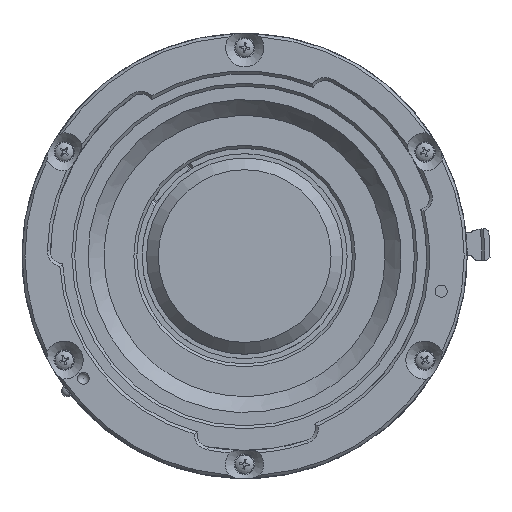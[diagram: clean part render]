
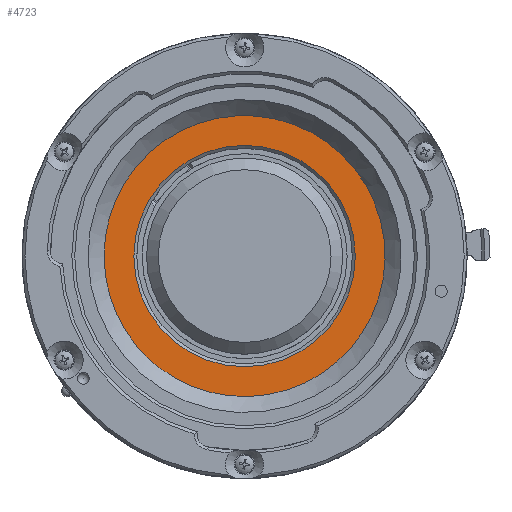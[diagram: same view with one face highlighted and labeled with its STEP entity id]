
A CAD part, top view. The second image highlights one B-rep face of the part: STEP entity #4723.
In plain terms, the highlighted planar face has unit normal (0, 0, 1).
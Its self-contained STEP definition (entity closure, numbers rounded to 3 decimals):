
#240=B_SPLINE_CURVE_WITH_KNOTS('',3,(#11926,#11927,#11928,#11929,#11930,
#11931,#11932,#11933,#11934,#11935,#11936,#11937,#11938,#11939,#11940,#11941,
#11942,#11943,#11944,#11945,#11946,#11947,#11948,#11949,#11950,#11951,#11952,
#11953,#11954,#11955,#11956,#11957,#11958,#11959,#11960,#11961,#11962,#11963,
#11964,#11965,#11966,#11967,#11968,#11969),.UNSPECIFIED.,.T.,.F.,(1,1,1,
1,1,1,1,1,1,1,1,1,1,1,1,1,1,1,1,1,1,1,1,1,1,1,1,1,1,1,1,1,1,1,1,1,1,1,1,
1,1,1,1,1,1,1,1,1),(-0.012,-0.009,-0.005,
0.,0.005,0.009,0.014,
0.019,0.023,0.026,0.028,
0.03,0.033,0.037,0.042,
0.047,0.052,0.056,0.059,
0.061,0.063,0.066,0.07,
0.075,0.08,0.082,0.084,
0.087,0.089,0.094,0.098,
0.103,0.108,0.112,0.115,
0.117,0.119,0.122,0.127,
0.131,0.136,0.138,0.141,
0.145,0.15,0.155,0.159,
0.164),.UNSPECIFIED.);
#2066=ORIENTED_EDGE('',*,*,#2755,.F.);
#2067=ORIENTED_EDGE('',*,*,#2758,.T.);
#2755=EDGE_CURVE('',#3208,#3208,#240,.T.);
#2758=EDGE_CURVE('',#3211,#3211,#3524,.T.);
#3208=VERTEX_POINT('',#11970);
#3211=VERTEX_POINT('',#11978);
#3524=CIRCLE('',#5462,18.9);
#3871=EDGE_LOOP('',(#2066));
#3872=EDGE_LOOP('',(#2067));
#4267=FACE_BOUND('',#3871,.T.);
#4268=FACE_BOUND('',#3872,.T.);
#4464=PLANE('',#5461);
#4723=ADVANCED_FACE('',(#4267,#4268),#4464,.F.);
#5461=AXIS2_PLACEMENT_3D('',#11976,#6867,#6868);
#5462=AXIS2_PLACEMENT_3D('',#11977,#6869,#6870);
#6867=DIRECTION('',(0.,0.,-1.));
#6868=DIRECTION('',(0.,-1.,0.));
#6869=DIRECTION('',(0.,0.,-1.));
#6870=DIRECTION('',(-1.,0.,0.));
#11926=CARTESIAN_POINT('',(-15.084,-18.848,-6.5));
#11927=CARTESIAN_POINT('',(-18.499,-15.507,-6.5));
#11928=CARTESIAN_POINT('',(-21.157,-11.622,-6.5));
#11929=CARTESIAN_POINT('',(-23.026,-7.242,-6.5));
#11930=CARTESIAN_POINT('',(-23.993,-2.651,-6.5));
#11931=CARTESIAN_POINT('',(-24.045,2.12,-6.5));
#11932=CARTESIAN_POINT('',(-23.326,5.957,-6.5));
#11933=CARTESIAN_POINT('',(-22.29,8.958,-6.5));
#11934=CARTESIAN_POINT('',(-21.31,11.087,-6.5));
#11935=CARTESIAN_POINT('',(-20.129,13.111,-6.5));
#11936=CARTESIAN_POINT('',(-18.267,15.681,-6.5));
#11937=CARTESIAN_POINT('',(-15.536,18.474,-6.5));
#11938=CARTESIAN_POINT('',(-11.6,21.169,-6.5));
#11939=CARTESIAN_POINT('',(-7.286,23.012,-6.5));
#11940=CARTESIAN_POINT('',(-2.624,23.996,-6.5));
#11941=CARTESIAN_POINT('',(1.294,24.04,-6.5));
#11942=CARTESIAN_POINT('',(4.43,23.61,-6.5));
#11943=CARTESIAN_POINT('',(6.707,23.066,-6.5));
#11944=CARTESIAN_POINT('',(8.928,22.302,-6.5));
#11945=CARTESIAN_POINT('',(11.813,20.977,-6.5));
#11946=CARTESIAN_POINT('',(15.08,18.848,-6.5));
#11947=CARTESIAN_POINT('',(18.496,15.511,-6.5));
#11948=CARTESIAN_POINT('',(20.7,12.292,-6.5));
#11949=CARTESIAN_POINT('',(22.092,9.437,-6.5));
#11950=CARTESIAN_POINT('',(22.905,7.238,-6.5));
#11951=CARTESIAN_POINT('',(23.502,4.973,-6.5));
#11952=CARTESIAN_POINT('',(24.004,1.841,-6.5));
#11953=CARTESIAN_POINT('',(24.05,-2.068,-6.5));
#11954=CARTESIAN_POINT('',(23.174,-6.755,-6.5));
#11955=CARTESIAN_POINT('',(21.429,-11.11,-6.5));
#11956=CARTESIAN_POINT('',(18.829,-15.105,-6.5));
#11957=CARTESIAN_POINT('',(16.094,-17.904,-6.5));
#11958=CARTESIAN_POINT('',(13.571,-19.822,-6.5));
#11959=CARTESIAN_POINT('',(11.577,-21.048,-6.5));
#11960=CARTESIAN_POINT('',(9.468,-22.078,-6.5));
#11961=CARTESIAN_POINT('',(6.491,-23.183,-6.5));
#11962=CARTESIAN_POINT('',(2.675,-23.99,-6.5));
#11963=CARTESIAN_POINT('',(-2.1,-24.047,-6.5));
#11964=CARTESIAN_POINT('',(-5.934,-23.332,-6.5));
#11965=CARTESIAN_POINT('',(-8.938,-22.298,-6.5));
#11966=CARTESIAN_POINT('',(-11.778,-20.994,-6.5));
#11967=CARTESIAN_POINT('',(-15.084,-18.848,-6.5));
#11968=CARTESIAN_POINT('',(-18.499,-15.507,-6.5));
#11969=CARTESIAN_POINT('',(-21.157,-11.622,-6.5));
#11970=CARTESIAN_POINT('',(-18.373,-15.417,-6.5));
#11976=CARTESIAN_POINT('',(-200.,0.,-6.5));
#11977=CARTESIAN_POINT('',(0.,0.,-6.5));
#11978=CARTESIAN_POINT('',(-18.9,0.,-6.5));
